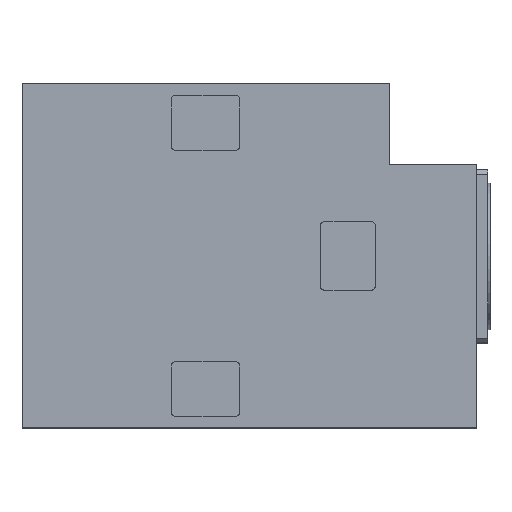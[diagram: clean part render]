
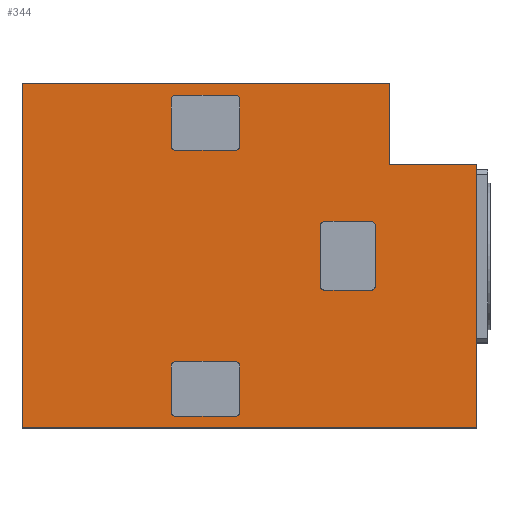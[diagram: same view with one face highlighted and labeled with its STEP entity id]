
A CAD part, top view. The second image highlights one B-rep face of the part: STEP entity #344.
In plain terms, the highlighted planar face has unit normal (0, 0, 1).
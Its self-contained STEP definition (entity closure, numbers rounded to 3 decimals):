
#97=PLANE('',#1090);
#145=LINE('',#1714,#247);
#148=LINE('',#1720,#250);
#160=LINE('',#1746,#262);
#164=LINE('',#1754,#266);
#169=LINE('',#1763,#271);
#171=LINE('',#1769,#273);
#172=LINE('',#1773,#274);
#173=LINE('',#1777,#275);
#174=LINE('',#1781,#276);
#175=LINE('',#1785,#277);
#176=LINE('',#1789,#278);
#177=LINE('',#1793,#279);
#178=LINE('',#1797,#280);
#179=LINE('',#1801,#281);
#180=LINE('',#1805,#282);
#181=LINE('',#1809,#283);
#182=LINE('',#1813,#284);
#183=LINE('',#1814,#285);
#247=VECTOR('',#1199,1.);
#250=VECTOR('',#1204,1.);
#262=VECTOR('',#1220,1.);
#266=VECTOR('',#1226,1.);
#271=VECTOR('',#1239,1.);
#273=VECTOR('',#1245,1.);
#274=VECTOR('',#1248,1.);
#275=VECTOR('',#1251,1.);
#276=VECTOR('',#1254,1.);
#277=VECTOR('',#1257,1.);
#278=VECTOR('',#1260,1.);
#279=VECTOR('',#1263,1.);
#280=VECTOR('',#1266,1.);
#281=VECTOR('',#1269,1.);
#282=VECTOR('',#1272,1.);
#283=VECTOR('',#1275,1.);
#284=VECTOR('',#1278,1.);
#285=VECTOR('',#1279,1.);
#344=ADVANCED_FACE('',(#433,#434,#435,#436),#97,.T.);
#397=CIRCLE('',#1078,1.);
#398=CIRCLE('',#1079,1.);
#399=CIRCLE('',#1080,1.);
#400=CIRCLE('',#1081,1.);
#401=CIRCLE('',#1082,1.);
#402=CIRCLE('',#1083,1.);
#403=CIRCLE('',#1084,1.);
#404=CIRCLE('',#1085,1.);
#405=CIRCLE('',#1086,1.);
#406=CIRCLE('',#1087,1.);
#407=CIRCLE('',#1088,1.);
#408=CIRCLE('',#1089,1.);
#433=FACE_BOUND('',#470,.T.);
#434=FACE_BOUND('',#471,.T.);
#435=FACE_BOUND('',#472,.T.);
#436=FACE_BOUND('',#473,.T.);
#470=EDGE_LOOP('',(#614,#615,#616,#617,#618,#619,#620,#621));
#471=EDGE_LOOP('',(#622,#623,#624,#625,#626,#627,#628,#629));
#472=EDGE_LOOP('',(#630,#631,#632,#633,#634,#635,#636,#637));
#473=EDGE_LOOP('',(#638,#639,#640,#641,#642,#643));
#614=ORIENTED_EDGE('',*,*,#950,.T.);
#615=ORIENTED_EDGE('',*,*,#951,.T.);
#616=ORIENTED_EDGE('',*,*,#952,.T.);
#617=ORIENTED_EDGE('',*,*,#953,.T.);
#618=ORIENTED_EDGE('',*,*,#954,.T.);
#619=ORIENTED_EDGE('',*,*,#955,.T.);
#620=ORIENTED_EDGE('',*,*,#956,.T.);
#621=ORIENTED_EDGE('',*,*,#957,.T.);
#622=ORIENTED_EDGE('',*,*,#958,.T.);
#623=ORIENTED_EDGE('',*,*,#959,.T.);
#624=ORIENTED_EDGE('',*,*,#960,.T.);
#625=ORIENTED_EDGE('',*,*,#961,.T.);
#626=ORIENTED_EDGE('',*,*,#962,.T.);
#627=ORIENTED_EDGE('',*,*,#963,.T.);
#628=ORIENTED_EDGE('',*,*,#964,.T.);
#629=ORIENTED_EDGE('',*,*,#965,.T.);
#630=ORIENTED_EDGE('',*,*,#966,.T.);
#631=ORIENTED_EDGE('',*,*,#967,.T.);
#632=ORIENTED_EDGE('',*,*,#968,.T.);
#633=ORIENTED_EDGE('',*,*,#969,.T.);
#634=ORIENTED_EDGE('',*,*,#970,.T.);
#635=ORIENTED_EDGE('',*,*,#971,.T.);
#636=ORIENTED_EDGE('',*,*,#972,.T.);
#637=ORIENTED_EDGE('',*,*,#973,.T.);
#638=ORIENTED_EDGE('',*,*,#924,.F.);
#639=ORIENTED_EDGE('',*,*,#943,.F.);
#640=ORIENTED_EDGE('',*,*,#974,.F.);
#641=ORIENTED_EDGE('',*,*,#939,.T.);
#642=ORIENTED_EDGE('',*,*,#948,.T.);
#643=ORIENTED_EDGE('',*,*,#927,.F.);
#819=VERTEX_POINT('',#1713);
#820=VERTEX_POINT('',#1715);
#822=VERTEX_POINT('',#1721);
#833=VERTEX_POINT('',#1745);
#834=VERTEX_POINT('',#1747);
#836=VERTEX_POINT('',#1753);
#837=VERTEX_POINT('',#1767);
#838=VERTEX_POINT('',#1768);
#839=VERTEX_POINT('',#1770);
#840=VERTEX_POINT('',#1772);
#841=VERTEX_POINT('',#1774);
#842=VERTEX_POINT('',#1776);
#843=VERTEX_POINT('',#1778);
#844=VERTEX_POINT('',#1780);
#845=VERTEX_POINT('',#1783);
#846=VERTEX_POINT('',#1784);
#847=VERTEX_POINT('',#1786);
#848=VERTEX_POINT('',#1788);
#849=VERTEX_POINT('',#1790);
#850=VERTEX_POINT('',#1792);
#851=VERTEX_POINT('',#1794);
#852=VERTEX_POINT('',#1796);
#853=VERTEX_POINT('',#1799);
#854=VERTEX_POINT('',#1800);
#855=VERTEX_POINT('',#1802);
#856=VERTEX_POINT('',#1804);
#857=VERTEX_POINT('',#1806);
#858=VERTEX_POINT('',#1808);
#859=VERTEX_POINT('',#1810);
#860=VERTEX_POINT('',#1812);
#924=EDGE_CURVE('',#819,#820,#145,.T.);
#927=EDGE_CURVE('',#820,#822,#148,.T.);
#939=EDGE_CURVE('',#834,#833,#160,.T.);
#943=EDGE_CURVE('',#836,#819,#164,.T.);
#948=EDGE_CURVE('',#833,#822,#169,.T.);
#950=EDGE_CURVE('',#837,#838,#397,.T.);
#951=EDGE_CURVE('',#838,#839,#171,.T.);
#952=EDGE_CURVE('',#839,#840,#398,.T.);
#953=EDGE_CURVE('',#840,#841,#172,.T.);
#954=EDGE_CURVE('',#841,#842,#399,.T.);
#955=EDGE_CURVE('',#842,#843,#173,.T.);
#956=EDGE_CURVE('',#843,#844,#400,.T.);
#957=EDGE_CURVE('',#844,#837,#174,.T.);
#958=EDGE_CURVE('',#845,#846,#401,.T.);
#959=EDGE_CURVE('',#846,#847,#175,.T.);
#960=EDGE_CURVE('',#847,#848,#402,.T.);
#961=EDGE_CURVE('',#848,#849,#176,.T.);
#962=EDGE_CURVE('',#849,#850,#403,.T.);
#963=EDGE_CURVE('',#850,#851,#177,.T.);
#964=EDGE_CURVE('',#851,#852,#404,.T.);
#965=EDGE_CURVE('',#852,#845,#178,.T.);
#966=EDGE_CURVE('',#853,#854,#405,.T.);
#967=EDGE_CURVE('',#854,#855,#179,.T.);
#968=EDGE_CURVE('',#855,#856,#406,.T.);
#969=EDGE_CURVE('',#856,#857,#180,.T.);
#970=EDGE_CURVE('',#857,#858,#407,.T.);
#971=EDGE_CURVE('',#858,#859,#181,.T.);
#972=EDGE_CURVE('',#859,#860,#408,.T.);
#973=EDGE_CURVE('',#860,#853,#182,.T.);
#974=EDGE_CURVE('',#834,#836,#183,.T.);
#1078=AXIS2_PLACEMENT_3D('',#1766,#1243,#1244);
#1079=AXIS2_PLACEMENT_3D('',#1771,#1246,#1247);
#1080=AXIS2_PLACEMENT_3D('',#1775,#1249,#1250);
#1081=AXIS2_PLACEMENT_3D('',#1779,#1252,#1253);
#1082=AXIS2_PLACEMENT_3D('',#1782,#1255,#1256);
#1083=AXIS2_PLACEMENT_3D('',#1787,#1258,#1259);
#1084=AXIS2_PLACEMENT_3D('',#1791,#1261,#1262);
#1085=AXIS2_PLACEMENT_3D('',#1795,#1264,#1265);
#1086=AXIS2_PLACEMENT_3D('',#1798,#1267,#1268);
#1087=AXIS2_PLACEMENT_3D('',#1803,#1270,#1271);
#1088=AXIS2_PLACEMENT_3D('',#1807,#1273,#1274);
#1089=AXIS2_PLACEMENT_3D('',#1811,#1276,#1277);
#1090=AXIS2_PLACEMENT_3D('',#1815,#1280,#1281);
#1199=DIRECTION('',(0.,-1.,0.));
#1204=DIRECTION('',(1.,0.,0.));
#1220=DIRECTION('',(1.,0.,0.));
#1226=DIRECTION('',(1.,0.,0.));
#1239=DIRECTION('',(0.,1.,0.));
#1243=DIRECTION('',(0.,0.,-1.));
#1244=DIRECTION('',(0.,1.,0.));
#1245=DIRECTION('',(-1.,0.,0.));
#1246=DIRECTION('',(0.,0.,-1.));
#1247=DIRECTION('',(0.,1.,0.));
#1248=DIRECTION('',(0.,1.,0.));
#1249=DIRECTION('',(0.,0.,-1.));
#1250=DIRECTION('',(0.,-1.,0.));
#1251=DIRECTION('',(1.,0.,0.));
#1252=DIRECTION('',(0.,0.,-1.));
#1253=DIRECTION('',(0.,-1.,0.));
#1254=DIRECTION('',(0.,-1.,0.));
#1255=DIRECTION('',(0.,0.,-1.));
#1256=DIRECTION('',(0.,1.,0.));
#1257=DIRECTION('',(0.,1.,0.));
#1258=DIRECTION('',(0.,0.,-1.));
#1259=DIRECTION('',(0.,-1.,0.));
#1260=DIRECTION('',(1.,0.,0.));
#1261=DIRECTION('',(0.,0.,-1.));
#1262=DIRECTION('',(0.,-1.,0.));
#1263=DIRECTION('',(0.,-1.,0.));
#1264=DIRECTION('',(0.,0.,-1.));
#1265=DIRECTION('',(0.,1.,0.));
#1266=DIRECTION('',(-1.,0.,0.));
#1267=DIRECTION('',(0.,0.,-1.));
#1268=DIRECTION('',(0.,-1.,0.));
#1269=DIRECTION('',(1.,0.,0.));
#1270=DIRECTION('',(0.,0.,-1.));
#1271=DIRECTION('',(0.,-1.,0.));
#1272=DIRECTION('',(0.,-1.,0.));
#1273=DIRECTION('',(0.,0.,-1.));
#1274=DIRECTION('',(0.,1.,0.));
#1275=DIRECTION('',(-1.,0.,0.));
#1276=DIRECTION('',(0.,0.,-1.));
#1277=DIRECTION('',(0.,1.,0.));
#1278=DIRECTION('',(0.,1.,0.));
#1279=DIRECTION('',(0.,1.,0.));
#1280=DIRECTION('',(0.,0.,1.));
#1281=DIRECTION('',(-1.,0.,0.));
#1713=CARTESIAN_POINT('',(40.,37.5,0.));
#1714=CARTESIAN_POINT('',(40.,37.5,0.));
#1715=CARTESIAN_POINT('',(40.,20.,0.));
#1720=CARTESIAN_POINT('',(40.,20.,0.));
#1721=CARTESIAN_POINT('',(59.,20.,0.));
#1745=CARTESIAN_POINT('',(59.,-37.5,0.));
#1746=CARTESIAN_POINT('',(-40.,-37.5,0.));
#1747=CARTESIAN_POINT('',(-40.,-37.5,0.));
#1753=CARTESIAN_POINT('',(-40.,37.5,0.));
#1754=CARTESIAN_POINT('',(-40.,37.5,0.));
#1763=CARTESIAN_POINT('',(59.,-37.5,0.));
#1766=CARTESIAN_POINT('',(36.,-6.5,0.));
#1767=CARTESIAN_POINT('',(37.,-6.5,0.));
#1768=CARTESIAN_POINT('',(36.,-7.5,0.));
#1769=CARTESIAN_POINT('',(36.,-7.5,0.));
#1770=CARTESIAN_POINT('',(26.,-7.5,0.));
#1771=CARTESIAN_POINT('',(26.,-6.5,0.));
#1772=CARTESIAN_POINT('',(25.,-6.5,0.));
#1773=CARTESIAN_POINT('',(25.,-6.5,0.));
#1774=CARTESIAN_POINT('',(25.,6.5,0.));
#1775=CARTESIAN_POINT('',(26.,6.5,0.));
#1776=CARTESIAN_POINT('',(26.,7.5,0.));
#1777=CARTESIAN_POINT('',(26.,7.5,0.));
#1778=CARTESIAN_POINT('',(36.,7.5,0.));
#1779=CARTESIAN_POINT('',(36.,6.5,0.));
#1780=CARTESIAN_POINT('',(37.,6.5,0.));
#1781=CARTESIAN_POINT('',(37.,6.5,0.));
#1782=CARTESIAN_POINT('',(-6.5,-34.,0.));
#1783=CARTESIAN_POINT('',(-6.5,-35.,0.));
#1784=CARTESIAN_POINT('',(-7.5,-34.,0.));
#1785=CARTESIAN_POINT('',(-7.5,-34.,0.));
#1786=CARTESIAN_POINT('',(-7.5,-24.,0.));
#1787=CARTESIAN_POINT('',(-6.5,-24.,0.));
#1788=CARTESIAN_POINT('',(-6.5,-23.,0.));
#1789=CARTESIAN_POINT('',(-6.5,-23.,0.));
#1790=CARTESIAN_POINT('',(6.5,-23.,0.));
#1791=CARTESIAN_POINT('',(6.5,-24.,0.));
#1792=CARTESIAN_POINT('',(7.5,-24.,0.));
#1793=CARTESIAN_POINT('',(7.5,-24.,0.));
#1794=CARTESIAN_POINT('',(7.5,-34.,0.));
#1795=CARTESIAN_POINT('',(6.5,-34.,0.));
#1796=CARTESIAN_POINT('',(6.5,-35.,0.));
#1797=CARTESIAN_POINT('',(6.5,-35.,0.));
#1798=CARTESIAN_POINT('',(-6.5,34.,0.));
#1799=CARTESIAN_POINT('',(-7.5,34.,0.));
#1800=CARTESIAN_POINT('',(-6.5,35.,0.));
#1801=CARTESIAN_POINT('',(-6.5,35.,0.));
#1802=CARTESIAN_POINT('',(6.5,35.,0.));
#1803=CARTESIAN_POINT('',(6.5,34.,0.));
#1804=CARTESIAN_POINT('',(7.5,34.,0.));
#1805=CARTESIAN_POINT('',(7.5,34.,0.));
#1806=CARTESIAN_POINT('',(7.5,24.,0.));
#1807=CARTESIAN_POINT('',(6.5,24.,0.));
#1808=CARTESIAN_POINT('',(6.5,23.,0.));
#1809=CARTESIAN_POINT('',(6.5,23.,0.));
#1810=CARTESIAN_POINT('',(-6.5,23.,0.));
#1811=CARTESIAN_POINT('',(-6.5,24.,0.));
#1812=CARTESIAN_POINT('',(-7.5,24.,0.));
#1813=CARTESIAN_POINT('',(-7.5,24.,0.));
#1814=CARTESIAN_POINT('',(-40.,-37.5,0.));
#1815=CARTESIAN_POINT('',(-40.,-37.5,0.));
